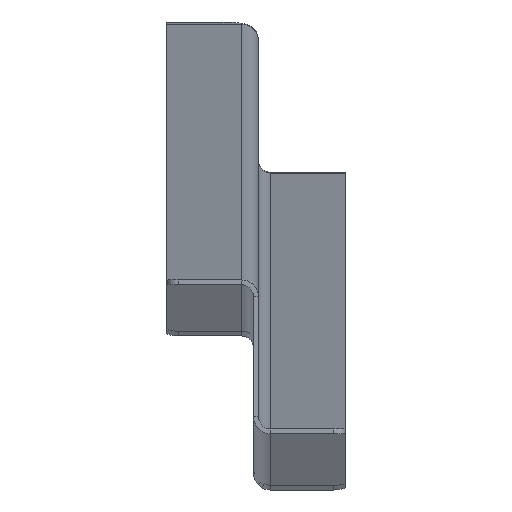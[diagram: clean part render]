
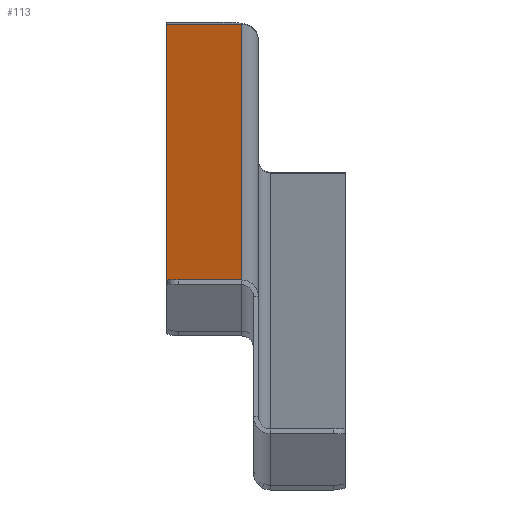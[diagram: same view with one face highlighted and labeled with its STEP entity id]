
A CAD part, top view. The second image highlights one B-rep face of the part: STEP entity #113.
In plain terms, the highlighted planar face has unit normal (0, 0.998, 0.061).
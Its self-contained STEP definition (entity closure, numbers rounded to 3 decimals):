
#63=CARTESIAN_POINT('Axis2P3D Location',(0.,1311.033,1654.656)) ;
#68=CARTESIAN_POINT('Line Origine',(0.,1256.743,2542.282)) ;
#72=CARTESIAN_POINT('Vertex',(0.,1311.033,1654.656)) ;
#74=CARTESIAN_POINT('Vertex',(0.,1202.453,3429.909)) ;
#77=CARTESIAN_POINT('Line Origine',(-15.5,1311.033,1654.656)) ;
#81=CARTESIAN_POINT('Vertex',(-31.,1311.033,1654.656)) ;
#84=CARTESIAN_POINT('Line Origine',(-31.,1256.743,2542.282)) ;
#88=CARTESIAN_POINT('Vertex',(-31.,1202.759,3424.918)) ;
#92=CARTESIAN_POINT('Control Point',(-31.,1202.759,3424.918)) ;
#93=CARTESIAN_POINT('Control Point',(-31.,1202.663,3426.486)) ;
#94=CARTESIAN_POINT('Control Point',(-30.385,1202.567,3428.055)) ;
#95=CARTESIAN_POINT('Control Point',(-29.143,1202.491,3429.295)) ;
#96=CARTESIAN_POINT('Control Point',(-27.571,1202.453,3429.909)) ;
#97=CARTESIAN_POINT('Control Point',(-26.,1202.453,3429.909)) ;
#98=CARTESIAN_POINT('Vertex',(-26.,1202.453,3429.909)) ;
#101=CARTESIAN_POINT('Line Origine',(-15.5,1202.453,3429.909)) ;
#64=DIRECTION('Axis2P3D Direction',(-0.,0.998,0.061)) ;
#65=DIRECTION('Axis2P3D XDirection',(0.,-0.061,0.998)) ;
#69=DIRECTION('Vector Direction',(0.,-0.061,0.998)) ;
#78=DIRECTION('Vector Direction',(1.,0.,0.)) ;
#85=DIRECTION('Vector Direction',(0.,-0.061,0.998)) ;
#102=DIRECTION('Vector Direction',(1.,0.,0.)) ;
#66=AXIS2_PLACEMENT_3D('Plane Axis2P3D',#63,#64,#65) ;
#107=ORIENTED_EDGE('',*,*,#76,.F.) ;
#108=ORIENTED_EDGE('',*,*,#83,.F.) ;
#109=ORIENTED_EDGE('',*,*,#90,.T.) ;
#110=ORIENTED_EDGE('',*,*,#100,.T.) ;
#111=ORIENTED_EDGE('',*,*,#105,.T.) ;
#70=VECTOR('Line Direction',#69,1.) ;
#79=VECTOR('Line Direction',#78,1.) ;
#86=VECTOR('Line Direction',#85,1.) ;
#103=VECTOR('Line Direction',#102,1.) ;
#113=ADVANCED_FACE('PartBody',(#112),#67,.T.) ;
#91=B_SPLINE_CURVE_WITH_KNOTS('',5,(#92,#93,#94,#95,#96,#97),.UNSPECIFIED.,.F.,.U.,(6,6),(23.562,31.416),.UNSPECIFIED.) ;
#76=EDGE_CURVE('',#73,#75,#71,.T.) ;
#83=EDGE_CURVE('',#82,#73,#80,.T.) ;
#90=EDGE_CURVE('',#82,#89,#87,.T.) ;
#100=EDGE_CURVE('',#89,#99,#91,.T.) ;
#105=EDGE_CURVE('',#99,#75,#104,.T.) ;
#106=EDGE_LOOP('',(#107,#108,#109,#110,#111)) ;
#112=FACE_OUTER_BOUND('',#106,.T.) ;
#71=LINE('Line',#68,#70) ;
#80=LINE('Line',#77,#79) ;
#87=LINE('Line',#84,#86) ;
#104=LINE('Line',#101,#103) ;
#67=PLANE('Plane',#66) ;
#73=VERTEX_POINT('',#72) ;
#75=VERTEX_POINT('',#74) ;
#82=VERTEX_POINT('',#81) ;
#89=VERTEX_POINT('',#88) ;
#99=VERTEX_POINT('',#98) ;
